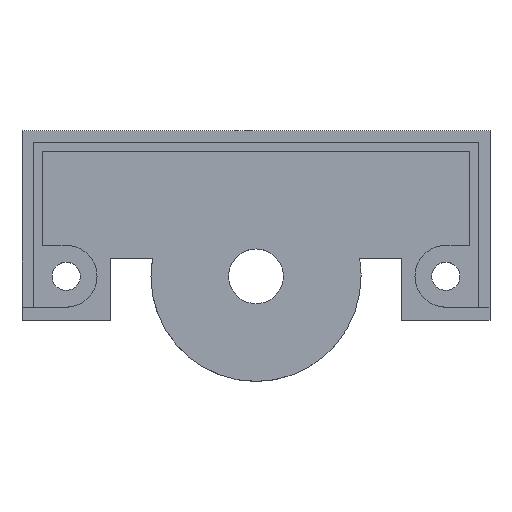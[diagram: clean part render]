
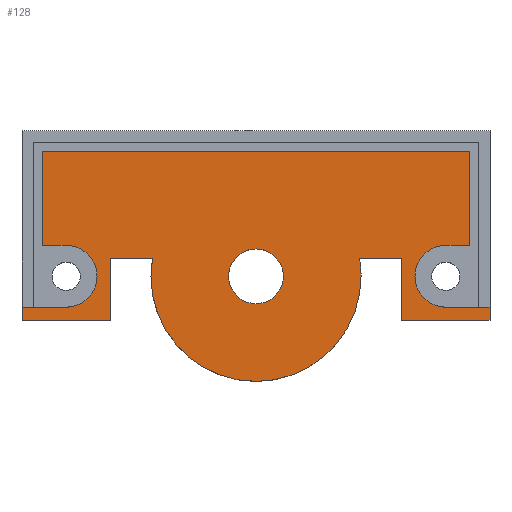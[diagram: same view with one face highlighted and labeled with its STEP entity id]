
A CAD part, top view. The second image highlights one B-rep face of the part: STEP entity #128.
In plain terms, the highlighted planar face has unit normal (0, 0, 1).
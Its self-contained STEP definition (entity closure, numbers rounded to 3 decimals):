
#50 = VERTEX_POINT('',#51);
#51 = CARTESIAN_POINT('',(120.662,53.812,52.529)
  );
#56 = EDGE_CURVE('',#57,#50,#59,.T.);
#57 = VERTEX_POINT('',#58);
#58 = CARTESIAN_POINT('',(120.493,55.812,
    52.529));
#59 = CIRCLE('',#60,11.9);
#60 = AXIS2_PLACEMENT_3D('',#61,#62,#63);
#61 = CARTESIAN_POINT('',(108.762,53.812,52.529)
  );
#62 = DIRECTION('',(0.,0.,-1.));
#63 = DIRECTION('',(1.,0.,0.));
#83 = VERTEX_POINT('',#84);
#84 = CARTESIAN_POINT('',(97.031,55.812,
    52.529));
#90 = EDGE_CURVE('',#50,#83,#91,.T.);
#91 = CIRCLE('',#92,11.9);
#92 = AXIS2_PLACEMENT_3D('',#93,#94,#95);
#93 = CARTESIAN_POINT('',(108.762,53.812,52.529)
  );
#94 = DIRECTION('',(0.,0.,-1.));
#95 = DIRECTION('',(1.,0.,0.));
#128 = ADVANCED_FACE('',(#129,#269),#280,.T.);
#129 = FACE_BOUND('',#130,.T.);
#130 = EDGE_LOOP('',(#131,#132,#133,#141,#149,#157,#165,#173,#182,#190,
    #198,#206,#214,#222,#231,#239,#247,#255,#263));
#131 = ORIENTED_EDGE('',*,*,#90,.F.);
#132 = ORIENTED_EDGE('',*,*,#56,.F.);
#133 = ORIENTED_EDGE('',*,*,#134,.F.);
#134 = EDGE_CURVE('',#135,#57,#137,.T.);
#135 = VERTEX_POINT('',#136);
#136 = CARTESIAN_POINT('',(125.262,55.812,
    52.529));
#137 = LINE('',#138,#139);
#138 = CARTESIAN_POINT('',(125.262,55.812,
    52.529));
#139 = VECTOR('',#140,1.);
#140 = DIRECTION('',(-1.,0.,0.));
#141 = ORIENTED_EDGE('',*,*,#142,.F.);
#142 = EDGE_CURVE('',#143,#135,#145,.T.);
#143 = VERTEX_POINT('',#144);
#144 = CARTESIAN_POINT('',(125.262,48.812,
    52.529));
#145 = LINE('',#146,#147);
#146 = CARTESIAN_POINT('',(125.262,48.812,
    52.529));
#147 = VECTOR('',#148,1.);
#148 = DIRECTION('',(0.,1.,0.));
#149 = ORIENTED_EDGE('',*,*,#150,.F.);
#150 = EDGE_CURVE('',#151,#143,#153,.T.);
#151 = VERTEX_POINT('',#152);
#152 = CARTESIAN_POINT('',(135.262,48.812,
    52.529));
#153 = LINE('',#154,#155);
#154 = CARTESIAN_POINT('',(135.262,48.812,
    52.529));
#155 = VECTOR('',#156,1.);
#156 = DIRECTION('',(-1.,0.,0.));
#157 = ORIENTED_EDGE('',*,*,#158,.F.);
#158 = EDGE_CURVE('',#159,#151,#161,.T.);
#159 = VERTEX_POINT('',#160);
#160 = CARTESIAN_POINT('',(135.262,50.312,
    52.529));
#161 = LINE('',#162,#163);
#162 = CARTESIAN_POINT('',(135.262,70.312,
    52.529));
#163 = VECTOR('',#164,1.);
#164 = DIRECTION('',(0.,-1.,0.));
#165 = ORIENTED_EDGE('',*,*,#166,.F.);
#166 = EDGE_CURVE('',#167,#159,#169,.T.);
#167 = VERTEX_POINT('',#168);
#168 = CARTESIAN_POINT('',(130.262,50.312,
    52.529));
#169 = LINE('',#170,#171);
#170 = CARTESIAN_POINT('',(130.262,50.312,
    52.529));
#171 = VECTOR('',#172,1.);
#172 = DIRECTION('',(1.,0.,0.));
#173 = ORIENTED_EDGE('',*,*,#174,.F.);
#174 = EDGE_CURVE('',#175,#167,#177,.T.);
#175 = VERTEX_POINT('',#176);
#176 = CARTESIAN_POINT('',(130.262,57.312,
    52.529));
#177 = CIRCLE('',#178,3.5);
#178 = AXIS2_PLACEMENT_3D('',#179,#180,#181);
#179 = CARTESIAN_POINT('',(130.262,53.812,
    52.529));
#180 = DIRECTION('',(0.,0.,1.));
#181 = DIRECTION('',(1.,0.,0.));
#182 = ORIENTED_EDGE('',*,*,#183,.F.);
#183 = EDGE_CURVE('',#184,#175,#186,.T.);
#184 = VERTEX_POINT('',#185);
#185 = CARTESIAN_POINT('',(132.962,57.312,
    52.529));
#186 = LINE('',#187,#188);
#187 = CARTESIAN_POINT('',(132.962,57.312,
    52.529));
#188 = VECTOR('',#189,1.);
#189 = DIRECTION('',(-1.,0.,0.));
#190 = ORIENTED_EDGE('',*,*,#191,.F.);
#191 = EDGE_CURVE('',#192,#184,#194,.T.);
#192 = VERTEX_POINT('',#193);
#193 = CARTESIAN_POINT('',(132.962,67.912,
    52.529));
#194 = LINE('',#195,#196);
#195 = CARTESIAN_POINT('',(132.962,67.912,
    52.529));
#196 = VECTOR('',#197,1.);
#197 = DIRECTION('',(0.,-1.,0.));
#198 = ORIENTED_EDGE('',*,*,#199,.F.);
#199 = EDGE_CURVE('',#200,#192,#202,.T.);
#200 = VERTEX_POINT('',#201);
#201 = CARTESIAN_POINT('',(84.562,67.912,
    52.529));
#202 = LINE('',#203,#204);
#203 = CARTESIAN_POINT('',(84.562,67.912,
    52.529));
#204 = VECTOR('',#205,1.);
#205 = DIRECTION('',(1.,0.,0.));
#206 = ORIENTED_EDGE('',*,*,#207,.F.);
#207 = EDGE_CURVE('',#208,#200,#210,.T.);
#208 = VERTEX_POINT('',#209);
#209 = CARTESIAN_POINT('',(84.562,57.312,
    52.529));
#210 = LINE('',#211,#212);
#211 = CARTESIAN_POINT('',(84.562,57.312,
    52.529));
#212 = VECTOR('',#213,1.);
#213 = DIRECTION('',(0.,1.,0.));
#214 = ORIENTED_EDGE('',*,*,#215,.F.);
#215 = EDGE_CURVE('',#216,#208,#218,.T.);
#216 = VERTEX_POINT('',#217);
#217 = CARTESIAN_POINT('',(87.262,57.312,
    52.529));
#218 = LINE('',#219,#220);
#219 = CARTESIAN_POINT('',(87.262,57.312,
    52.529));
#220 = VECTOR('',#221,1.);
#221 = DIRECTION('',(-1.,0.,0.));
#222 = ORIENTED_EDGE('',*,*,#223,.F.);
#223 = EDGE_CURVE('',#224,#216,#226,.T.);
#224 = VERTEX_POINT('',#225);
#225 = CARTESIAN_POINT('',(87.262,50.312,
    52.529));
#226 = CIRCLE('',#227,3.5);
#227 = AXIS2_PLACEMENT_3D('',#228,#229,#230);
#228 = CARTESIAN_POINT('',(87.262,53.812,
    52.529));
#229 = DIRECTION('',(0.,0.,1.));
#230 = DIRECTION('',(1.,0.,0.));
#231 = ORIENTED_EDGE('',*,*,#232,.F.);
#232 = EDGE_CURVE('',#233,#224,#235,.T.);
#233 = VERTEX_POINT('',#234);
#234 = CARTESIAN_POINT('',(82.262,50.312,
    52.529));
#235 = LINE('',#236,#237);
#236 = CARTESIAN_POINT('',(82.262,50.312,
    52.529));
#237 = VECTOR('',#238,1.);
#238 = DIRECTION('',(1.,0.,0.));
#239 = ORIENTED_EDGE('',*,*,#240,.F.);
#240 = EDGE_CURVE('',#241,#233,#243,.T.);
#241 = VERTEX_POINT('',#242);
#242 = CARTESIAN_POINT('',(82.262,48.812,
    52.529));
#243 = LINE('',#244,#245);
#244 = CARTESIAN_POINT('',(82.262,48.812,
    52.529));
#245 = VECTOR('',#246,1.);
#246 = DIRECTION('',(0.,1.,0.));
#247 = ORIENTED_EDGE('',*,*,#248,.T.);
#248 = EDGE_CURVE('',#241,#249,#251,.T.);
#249 = VERTEX_POINT('',#250);
#250 = CARTESIAN_POINT('',(92.262,48.812,
    52.529));
#251 = LINE('',#252,#253);
#252 = CARTESIAN_POINT('',(82.262,48.812,
    52.529));
#253 = VECTOR('',#254,1.);
#254 = DIRECTION('',(1.,0.,0.));
#255 = ORIENTED_EDGE('',*,*,#256,.T.);
#256 = EDGE_CURVE('',#249,#257,#259,.T.);
#257 = VERTEX_POINT('',#258);
#258 = CARTESIAN_POINT('',(92.262,55.812,
    52.529));
#259 = LINE('',#260,#261);
#260 = CARTESIAN_POINT('',(92.262,48.812,
    52.529));
#261 = VECTOR('',#262,1.);
#262 = DIRECTION('',(0.,1.,0.));
#263 = ORIENTED_EDGE('',*,*,#264,.T.);
#264 = EDGE_CURVE('',#257,#83,#265,.T.);
#265 = LINE('',#266,#267);
#266 = CARTESIAN_POINT('',(92.262,55.812,
    52.529));
#267 = VECTOR('',#268,1.);
#268 = DIRECTION('',(1.,0.,0.));
#269 = FACE_BOUND('',#270,.T.);
#270 = EDGE_LOOP('',(#271));
#271 = ORIENTED_EDGE('',*,*,#272,.T.);
#272 = EDGE_CURVE('',#273,#273,#275,.T.);
#273 = VERTEX_POINT('',#274);
#274 = CARTESIAN_POINT('',(111.862,53.812,52.529)
  );
#275 = CIRCLE('',#276,3.1);
#276 = AXIS2_PLACEMENT_3D('',#277,#278,#279);
#277 = CARTESIAN_POINT('',(108.762,53.812,52.529)
  );
#278 = DIRECTION('',(0.,0.,-1.));
#279 = DIRECTION('',(1.,0.,0.));
#280 = PLANE('',#281);
#281 = AXIS2_PLACEMENT_3D('',#282,#283,#284);
#282 = CARTESIAN_POINT('',(108.781,58.184,
    52.529));
#283 = DIRECTION('',(0.,0.,1.));
#284 = DIRECTION('',(0.,1.,0.));
